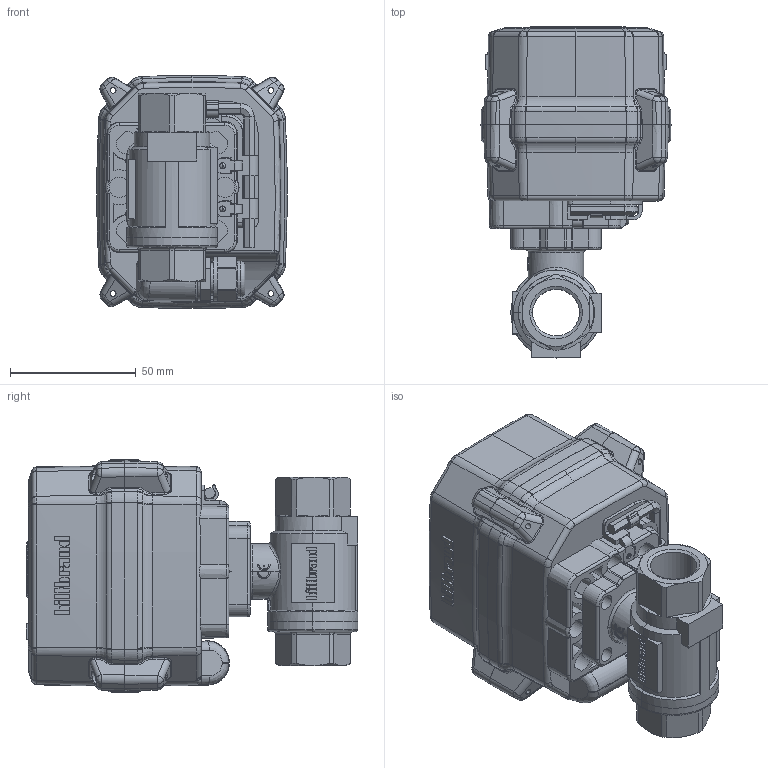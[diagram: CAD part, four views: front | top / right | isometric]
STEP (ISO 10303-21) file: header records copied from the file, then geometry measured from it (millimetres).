
FILE_DESCRIPTION(('STEP AP214'),'2;1');
FILE_NAME('Open CASCADE Shape Model','2024-09-02T09:14:02',(''),(''), 'Open CASCADE STEP processor 7.7','SolidWorks 2024','Unknown');
FILE_SCHEMA(('AUTOMOTIVE_DESIGN_CC2 { 1 2 10303 214 -1 1 5 4 }'));
Length unit declared in the file: millimetre
Products named in the file (3): 08 02 05X TW 24; HST 08 02 05X TW 24
Assembly tree (2 placements, depth 2):
  08 02 05X TW 24
    08 02 05X TW 24
    HST 08 02 05X TW 24
Bounding box: 75.67 x 132.2 x 92.69 mm (x, y, z)
Volume: 432148.3 mm3; surface area: 67383.5 mm2
Topology: 1 solids, 10 shells, 1991 faces, 5095 edges, 3230 vertices
Faces by surface type: plane 961, cylinder 512, bspline 315, cone 156, torus 47
Entity records: 85026 total; most frequent: CARTESIAN_POINT 25729, ORIENTED_EDGE 10151, DIRECTION 8394, EDGE_CURVE 5092, VERTEX_POINT 3230, AXIS2_PLACEMENT_3D 2845, LINE 2704, VECTOR 2704
